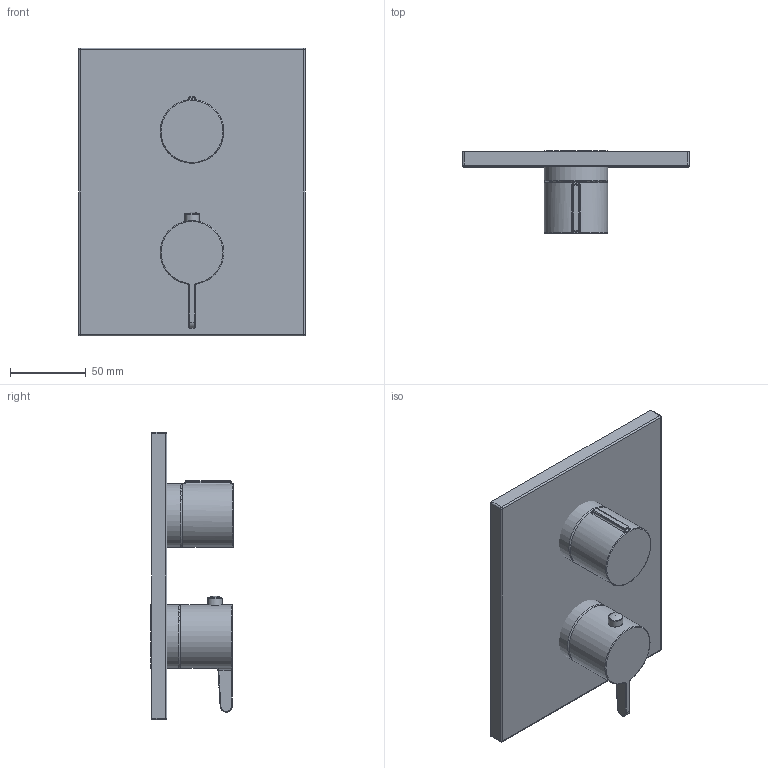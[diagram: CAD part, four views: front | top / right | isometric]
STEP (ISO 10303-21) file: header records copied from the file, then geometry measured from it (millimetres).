
FILE_DESCRIPTION(/* description */ (''),/* implementation_level */ '2;1');
FILE_NAME(/* name */ 'TVS127002000.step',/* time_stamp */ '2022-12-05T11:19:19+01:00',/* author */ (''),/* organization */ (''),/* preprocessor_version */ 'ST-DEVELOPER v19.2',/* originating_system */ 'Autodesk Translation Framework v11.17.0.187',/* authorisation */ '');
FILE_SCHEMA (('AUTOMOTIVE_DESIGN { 1 0 10303 214 3 1 1 }'));
Length unit declared in the file: millimetre
Products named in the file (44): (Nicht gespeichert); 80TN6300M; J60203; 8YG68009; 8XT24305; 81T6311; 84T68009; 8TH68009; 8PD12X8X08; 81P20GB42; JB6311SD00; 80TN6211G; 8XJ222X128X6; 80TN6311; 81P20PV83; 8RM4X25; 83P24JW33; 83T56350; 80P20GB42; 8EM5X5; 80N16494; 82P24J63; 8TH67R87; 82P24J52; 8MB618306_ASM; 80W618306; 80W14418; 8J487X35A; 85TN6300G; 8J22X2A; 8J18X2A; 86TN6300; J92030DM; 81T23187; 8J128X18A; 104F680HY; 8AM6X8; 86BN0000; 8XJBN003; 8PM5X50 ...
Assembly tree (65 placements, depth 3):
  (Nicht gespeichert)
    80TN6300M
    J60203
    8YG68009
    8XT24305
    81T6311
    84T68009
    8TH68009
    8PD12X8X08
    81P20PV83  x2
    83T56350  x2
    81P20GB42
    JB6311SD00
    80TN6211G
    8XJ222X128X6
    80TN6311
    8RM4X25
    83P24JW33
    80P20GB42
    8EM5X5  x2
    80N16494  x2
    82P24J63
    8TH67R87
    82P24J52
    8MB618306_ASM
      80W618306
      80W14418  x2
    8J487X35A  x2
    85TN6300G  x2
    8J22X2A  x2
    8J18X2A  x4
    86TN6300  x2
    J92030DM  x2
    81T23187  x2
    8J128X18A  x2
    8J171X24A  x4
    8XJBN004  x2
    104F680HY
    8AM6X8
    86BN0000
    8XJBN003
    8PM5X50  x4
    8BS25
    8BS40X112
Bounding box: 150 x 54.8 x 190 mm (x, y, z)
Volume: 319961.1 mm3; surface area: 106100 mm2
Topology: 5 solids, 6 shells, 214 faces, 511 edges, 325 vertices
Faces by surface type: plane 86, cylinder 83, cone 14, torus 13, sphere 10, bspline 8
Full cylindrical faces by diameter (mm): 2.4 x2, 4.2 x2, 6 x1, 7.3 x1, 8 x2, 9.5 x1, 9.8 x1, 16 x1, 29 x2, 30 x1, 32 x1, 33 x1, 34 x1, 38.6 x1, 39 x1, 40 x2, 42 x4
Entity records: 8991 total; most frequent: CARTESIAN_POINT 2522, DIRECTION 1309, ORIENTED_EDGE 1017, AXIS2_PLACEMENT_3D 535, EDGE_CURVE 509, VERTEX_POINT 325, EDGE_LOOP 245, LINE 239
